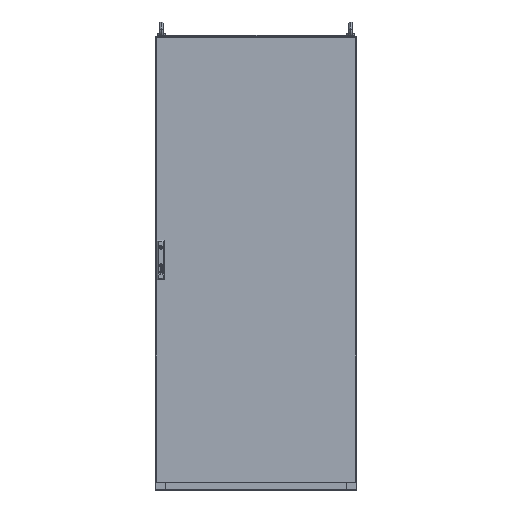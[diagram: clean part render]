
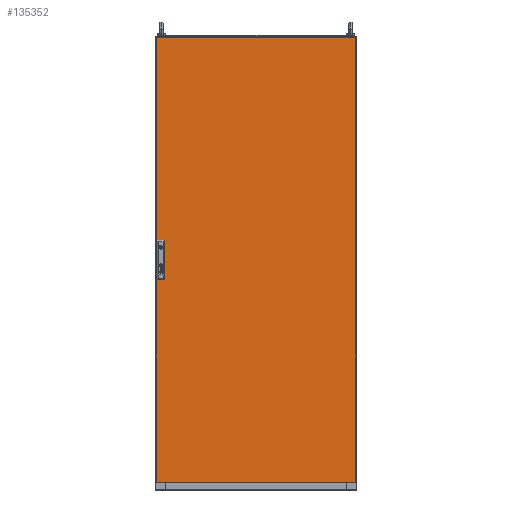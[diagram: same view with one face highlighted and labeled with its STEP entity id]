
A CAD part, top view. The second image highlights one B-rep face of the part: STEP entity #135352.
In plain terms, the highlighted planar face has unit normal (0, 0, 1).
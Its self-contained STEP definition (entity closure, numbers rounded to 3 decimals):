
#6 = CARTESIAN_POINT ( 'NONE',  ( -397., 897., 0. ) ) ;
#2274 = CARTESIAN_POINT ( 'NONE',  ( -365.7, 38.5, 0. ) ) ;
#4803 = LINE ( 'NONE', #142461, #97678 ) ;
#5929 = VECTOR ( 'NONE', #133716, 1000. ) ;
#8688 = CARTESIAN_POINT ( 'NONE',  ( -390.7, -61.5, 0. ) ) ;
#10865 = ORIENTED_EDGE ( 'NONE', *, *, #80267, .F. ) ;
#11472 = VECTOR ( 'NONE', #119136, 1000. ) ;
#12297 = CARTESIAN_POINT ( 'NONE',  ( -390.7, 88.5, 0. ) ) ;
#12507 = ORIENTED_EDGE ( 'NONE', *, *, #73271, .T. ) ;
#12795 = LINE ( 'NONE', #26767, #54281 ) ;
#17197 = CARTESIAN_POINT ( 'NONE',  ( 397., 897., 0. ) ) ;
#17517 = CARTESIAN_POINT ( 'NONE',  ( 397., -870., 0. ) ) ;
#19074 = EDGE_LOOP ( 'NONE', ( #154988, #160582, #10865, #63614 ) ) ;
#22351 = DIRECTION ( 'NONE',  ( 0., 0., 1. ) ) ;
#23894 = VERTEX_POINT ( 'NONE', #41636 ) ;
#26292 = LINE ( 'NONE', #74028, #77023 ) ;
#26767 = CARTESIAN_POINT ( 'NONE',  ( -390.7, 38.5, 0. ) ) ;
#27208 = DIRECTION ( 'NONE',  ( 0., -1., 0. ) ) ;
#27855 = DIRECTION ( 'NONE',  ( 0., 1., 0. ) ) ;
#29255 = EDGE_CURVE ( 'NONE', #72140, #56008, #82559, .T. ) ;
#29299 = DIRECTION ( 'NONE',  ( 0., 1., 0. ) ) ;
#33303 = VECTOR ( 'NONE', #93915, 1000. ) ;
#37047 = DIRECTION ( 'NONE',  ( 1., 0., 0. ) ) ;
#39982 = DIRECTION ( 'NONE',  ( 0., -1., 0. ) ) ;
#41636 = CARTESIAN_POINT ( 'NONE',  ( -365.7, 88.5, 0. ) ) ;
#42929 = EDGE_CURVE ( 'NONE', #79274, #67413, #12795, .T. ) ;
#44820 = CARTESIAN_POINT ( 'NONE',  ( -397., 897., 0. ) ) ;
#45831 = LINE ( 'NONE', #68013, #11472 ) ;
#46221 = LINE ( 'NONE', #84765, #33303 ) ;
#47092 = CARTESIAN_POINT ( 'NONE',  ( 0., 0., 0. ) ) ;
#47796 = ORIENTED_EDGE ( 'NONE', *, *, #153566, .T. ) ;
#48860 = ORIENTED_EDGE ( 'NONE', *, *, #29255, .T. ) ;
#49803 = CARTESIAN_POINT ( 'NONE',  ( -390.7, 38.5, 0. ) ) ;
#54281 = VECTOR ( 'NONE', #39982, 1000. ) ;
#56008 = VERTEX_POINT ( 'NONE', #159929 ) ;
#58783 = DIRECTION ( 'NONE',  ( -1., 0., 0. ) ) ;
#63614 = ORIENTED_EDGE ( 'NONE', *, *, #71168, .F. ) ;
#64870 = ORIENTED_EDGE ( 'NONE', *, *, #132419, .F. ) ;
#66920 = VECTOR ( 'NONE', #58783, 1000. ) ;
#67413 = VERTEX_POINT ( 'NONE', #49803 ) ;
#67666 = VERTEX_POINT ( 'NONE', #94085 ) ;
#68013 = CARTESIAN_POINT ( 'NONE',  ( -365.7, -11.5, 0. ) ) ;
#68074 = VECTOR ( 'NONE', #132306, 1000. ) ;
#70243 = CARTESIAN_POINT ( 'NONE',  ( -365.7, 38.5, 0. ) ) ;
#70818 = LINE ( 'NONE', #107877, #140055 ) ;
#71168 = EDGE_CURVE ( 'NONE', #67666, #129057, #26292, .T. ) ;
#72140 = VERTEX_POINT ( 'NONE', #17197 ) ;
#72516 = DIRECTION ( 'NONE',  ( 1., 0., 0. ) ) ;
#73271 = EDGE_CURVE ( 'NONE', #124968, #92332, #46221, .T. ) ;
#74028 = CARTESIAN_POINT ( 'NONE',  ( -365.7, -61.5, 0. ) ) ;
#74123 = FACE_OUTER_BOUND ( 'NONE', #92985, .T. ) ;
#77023 = VECTOR ( 'NONE', #37047, 1000. ) ;
#79274 = VERTEX_POINT ( 'NONE', #12297 ) ;
#80267 = EDGE_CURVE ( 'NONE', #129057, #91468, #4803, .T. ) ;
#82425 = VERTEX_POINT ( 'NONE', #103613 ) ;
#82559 = LINE ( 'NONE', #44820, #66920 ) ;
#84765 = CARTESIAN_POINT ( 'NONE',  ( -397., -870., 0. ) ) ;
#85573 = CARTESIAN_POINT ( 'NONE',  ( -365.7, -61.5, 0. ) ) ;
#89439 = ORIENTED_EDGE ( 'NONE', *, *, #157534, .F. ) ;
#91468 = VERTEX_POINT ( 'NONE', #162762 ) ;
#92162 = VERTEX_POINT ( 'NONE', #99934 ) ;
#92332 = VERTEX_POINT ( 'NONE', #17517 ) ;
#92985 = EDGE_LOOP ( 'NONE', ( #47796, #12507, #97941, #48860 ) ) ;
#93915 = DIRECTION ( 'NONE',  ( 1., 0., 0. ) ) ;
#94085 = CARTESIAN_POINT ( 'NONE',  ( -390.7, -61.5, 0. ) ) ;
#97292 = CARTESIAN_POINT ( 'NONE',  ( -397., -870., 0. ) ) ;
#97678 = VECTOR ( 'NONE', #103620, 1000. ) ;
#97941 = ORIENTED_EDGE ( 'NONE', *, *, #110507, .T. ) ;
#99820 = VECTOR ( 'NONE', #27855, 1000. ) ;
#99934 = CARTESIAN_POINT ( 'NONE',  ( -390.7, -11.5, 0. ) ) ;
#99950 = ORIENTED_EDGE ( 'NONE', *, *, #127492, .F. ) ;
#103613 = CARTESIAN_POINT ( 'NONE',  ( -365.7, 38.5, 0. ) ) ;
#103620 = DIRECTION ( 'NONE',  ( 0., 1., 0. ) ) ;
#105761 = LINE ( 'NONE', #129834, #116647 ) ;
#107877 = CARTESIAN_POINT ( 'NONE',  ( -365.7, 88.5, 0. ) ) ;
#110507 = EDGE_CURVE ( 'NONE', #92332, #72140, #105761, .T. ) ;
#115126 = LINE ( 'NONE', #2274, #99820 ) ;
#116647 = VECTOR ( 'NONE', #29299, 1000. ) ;
#117709 = EDGE_LOOP ( 'NONE', ( #123781, #64870, #89439, #99950 ) ) ;
#119136 = DIRECTION ( 'NONE',  ( -1., 0., 0. ) ) ;
#119890 = AXIS2_PLACEMENT_3D ( 'NONE', #47092, #22351, #72516 ) ;
#120306 = DIRECTION ( 'NONE',  ( -1., 0., 0. ) ) ;
#123702 = FACE_BOUND ( 'NONE', #19074, .T. ) ;
#123781 = ORIENTED_EDGE ( 'NONE', *, *, #42929, .F. ) ;
#124968 = VERTEX_POINT ( 'NONE', #97292 ) ;
#127492 = EDGE_CURVE ( 'NONE', #67413, #82425, #146111, .T. ) ;
#127775 = LINE ( 'NONE', #6, #149113 ) ;
#129057 = VERTEX_POINT ( 'NONE', #85573 ) ;
#129834 = CARTESIAN_POINT ( 'NONE',  ( 397., 897., 0. ) ) ;
#132306 = DIRECTION ( 'NONE',  ( 0., -1., 0. ) ) ;
#132419 = EDGE_CURVE ( 'NONE', #23894, #79274, #70818, .T. ) ;
#133716 = DIRECTION ( 'NONE',  ( 1., 0., 0. ) ) ;
#133916 = LINE ( 'NONE', #8688, #68074 ) ;
#133956 = EDGE_CURVE ( 'NONE', #91468, #92162, #45831, .T. ) ;
#135352 = ADVANCED_FACE ( 'NONE', ( #150026, #123702, #74123 ), #146787, .T. ) ;
#140055 = VECTOR ( 'NONE', #120306, 1000. ) ;
#142461 = CARTESIAN_POINT ( 'NONE',  ( -365.7, -61.5, 0. ) ) ;
#146111 = LINE ( 'NONE', #70243, #5929 ) ;
#146787 = PLANE ( 'NONE',  #119890 ) ;
#149113 = VECTOR ( 'NONE', #27208, 1000. ) ;
#150026 = FACE_BOUND ( 'NONE', #117709, .T. ) ;
#153566 = EDGE_CURVE ( 'NONE', #56008, #124968, #127775, .T. ) ;
#154988 = ORIENTED_EDGE ( 'NONE', *, *, #157067, .F. ) ;
#157067 = EDGE_CURVE ( 'NONE', #92162, #67666, #133916, .T. ) ;
#157534 = EDGE_CURVE ( 'NONE', #82425, #23894, #115126, .T. ) ;
#159929 = CARTESIAN_POINT ( 'NONE',  ( -397., 897., 0. ) ) ;
#160582 = ORIENTED_EDGE ( 'NONE', *, *, #133956, .F. ) ;
#162762 = CARTESIAN_POINT ( 'NONE',  ( -365.7, -11.5, 0. ) ) ;
